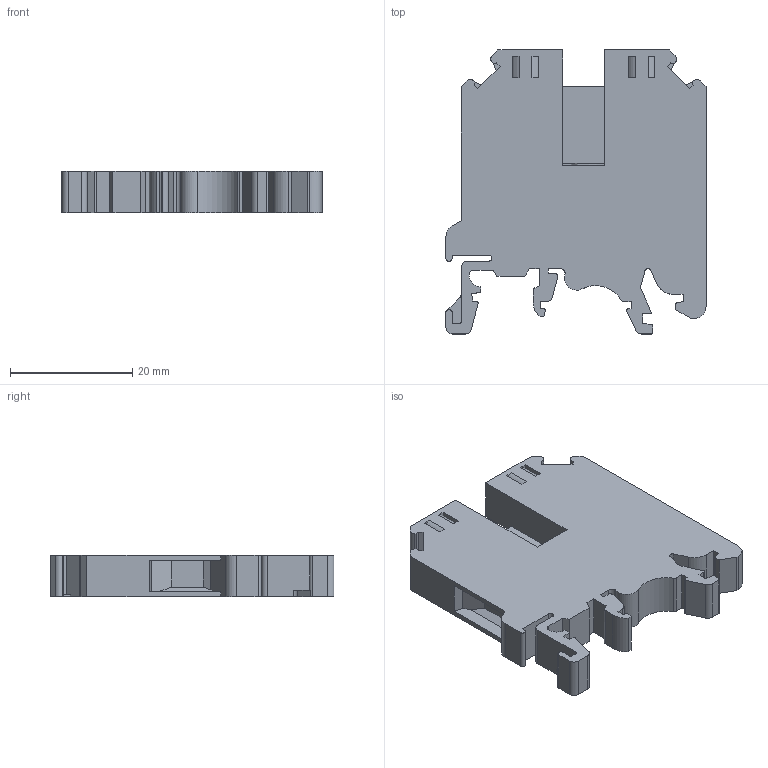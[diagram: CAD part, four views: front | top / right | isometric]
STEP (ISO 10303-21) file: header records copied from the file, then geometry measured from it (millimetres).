
FILE_DESCRIPTION(/* description */ ('Unknown'),/* implementation_level */ '2;1');
FILE_NAME(/* name */ 'KST4UWS_3D_SOLID',/* time_stamp */ '2025-01-07T10:52:32+05:00',/* author */ ('Unknown'),/* organization */ ('Unknown'),/* preprocessor_version */ 'ST-DEVELOPER v16.7',/* originating_system */ 'Solid Edge',/* authorisation */ 'Unknown');
FILE_SCHEMA (('AUTOMOTIVE_DESIGN {1 0 10303 214 3 1 1}'));
Length unit declared in the file: millimetre
Products named in the file (1): KST4UWS_3D_SOLID
Bounding box: 42.5 x 46.4 x 6.7 mm (x, y, z)
Volume: 9136.2 mm3; surface area: 5374.1 mm2
Topology: 1 solids, 1 shells, 210 faces, 592 edges, 395 vertices
Faces by surface type: plane 151, cylinder 52, torus 4, cone 2, bspline 1
Full cylindrical faces by diameter (mm): 2.459 x1, 4.3 x2
Entity records: 8243 total; most frequent: CARTESIAN_POINT 1269, ORIENTED_EDGE 1168, DIRECTION 1100, EDGE_CURVE 584, LINE 446, VECTOR 446, VERTEX_POINT 392, AXIS2_PLACEMENT_3D 327
